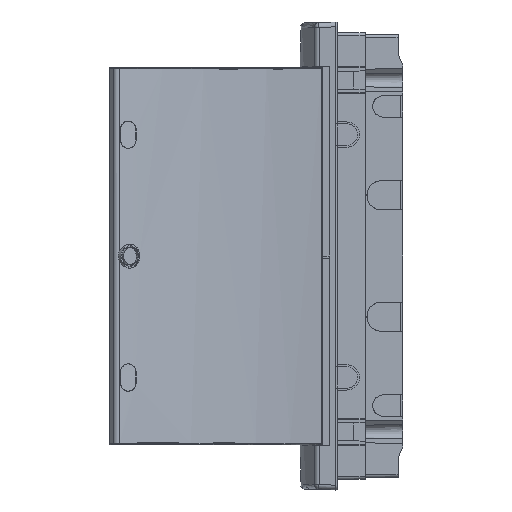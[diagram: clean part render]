
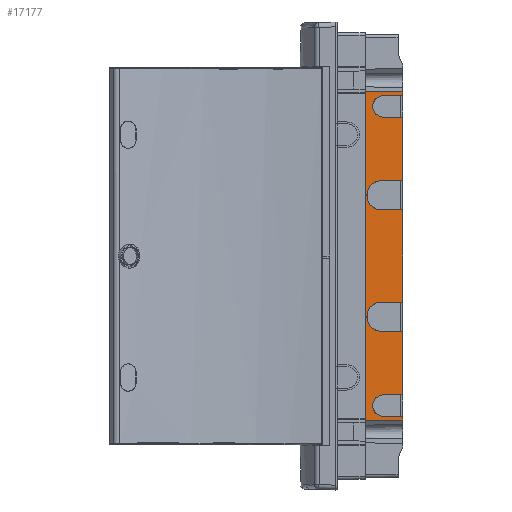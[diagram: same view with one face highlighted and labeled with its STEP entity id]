
A CAD part, left-side view. The second image highlights one B-rep face of the part: STEP entity #17177.
In plain terms, the highlighted planar face has unit normal (-1, -0.018, 0).
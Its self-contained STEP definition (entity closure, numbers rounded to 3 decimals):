
#509=(
BOUNDED_CURVE()
B_SPLINE_CURVE(3,(#24766,#24767,#24768,#24769),.UNSPECIFIED.,.F.,.F.)
B_SPLINE_CURVE_WITH_KNOTS((4,4),(4.712,7.854),
 .UNSPECIFIED.)
CURVE()
GEOMETRIC_REPRESENTATION_ITEM()
RATIONAL_B_SPLINE_CURVE((1.,0.333,0.333,1.))
REPRESENTATION_ITEM('')
);
#510=(
BOUNDED_CURVE()
B_SPLINE_CURVE(3,(#24774,#24775,#24776,#24777),.UNSPECIFIED.,.F.,.F.)
B_SPLINE_CURVE_WITH_KNOTS((4,4),(4.712,7.854),
 .UNSPECIFIED.)
CURVE()
GEOMETRIC_REPRESENTATION_ITEM()
RATIONAL_B_SPLINE_CURVE((1.,0.333,0.333,1.))
REPRESENTATION_ITEM('')
);
#511=(
BOUNDED_CURVE()
B_SPLINE_CURVE(3,(#24784,#24785,#24786,#24787),.UNSPECIFIED.,.F.,.F.)
B_SPLINE_CURVE_WITH_KNOTS((4,4),(4.712,7.854),
 .UNSPECIFIED.)
CURVE()
GEOMETRIC_REPRESENTATION_ITEM()
RATIONAL_B_SPLINE_CURVE((1.,0.333,0.333,1.))
REPRESENTATION_ITEM('')
);
#512=(
BOUNDED_CURVE()
B_SPLINE_CURVE(3,(#24792,#24793,#24794,#24795),.UNSPECIFIED.,.F.,.F.)
B_SPLINE_CURVE_WITH_KNOTS((4,4),(4.712,7.854),
 .UNSPECIFIED.)
CURVE()
GEOMETRIC_REPRESENTATION_ITEM()
RATIONAL_B_SPLINE_CURVE((1.,0.333,0.333,1.))
REPRESENTATION_ITEM('')
);
#2137=ORIENTED_EDGE('',*,*,#5455,.T.);
#2138=ORIENTED_EDGE('',*,*,#6018,.F.);
#2139=ORIENTED_EDGE('',*,*,#6019,.F.);
#2140=ORIENTED_EDGE('',*,*,#6020,.F.);
#2141=ORIENTED_EDGE('',*,*,#5451,.F.);
#2142=ORIENTED_EDGE('',*,*,#6021,.F.);
#2143=ORIENTED_EDGE('',*,*,#6022,.F.);
#2144=ORIENTED_EDGE('',*,*,#6023,.F.);
#2145=ORIENTED_EDGE('',*,*,#5499,.F.);
#2146=ORIENTED_EDGE('',*,*,#6024,.F.);
#2147=ORIENTED_EDGE('',*,*,#5629,.T.);
#2148=ORIENTED_EDGE('',*,*,#6025,.T.);
#2149=ORIENTED_EDGE('',*,*,#5463,.T.);
#2150=ORIENTED_EDGE('',*,*,#6026,.T.);
#2151=ORIENTED_EDGE('',*,*,#6027,.T.);
#2152=ORIENTED_EDGE('',*,*,#6028,.T.);
#2153=ORIENTED_EDGE('',*,*,#5459,.T.);
#2154=ORIENTED_EDGE('',*,*,#6029,.T.);
#2155=ORIENTED_EDGE('',*,*,#6030,.T.);
#2156=ORIENTED_EDGE('',*,*,#6031,.T.);
#5451=EDGE_CURVE('',#7634,#7635,#9062,.T.);
#5455=EDGE_CURVE('',#7639,#7638,#9066,.T.);
#5459=EDGE_CURVE('',#7643,#7642,#9070,.T.);
#5463=EDGE_CURVE('',#7647,#7646,#9074,.T.);
#5499=EDGE_CURVE('',#7682,#7683,#9106,.T.);
#5629=EDGE_CURVE('',#7797,#7796,#9214,.T.);
#6018=EDGE_CURVE('',#8014,#7638,#9532,.T.);
#6019=EDGE_CURVE('',#8015,#8014,#509,.T.);
#6020=EDGE_CURVE('',#7635,#8015,#9533,.T.);
#6021=EDGE_CURVE('',#8016,#7634,#9534,.T.);
#6022=EDGE_CURVE('',#8017,#8016,#510,.T.);
#6023=EDGE_CURVE('',#7683,#8017,#9535,.T.);
#6024=EDGE_CURVE('',#7797,#7682,#9536,.T.);
#6025=EDGE_CURVE('',#7796,#7647,#9537,.T.);
#6026=EDGE_CURVE('',#7646,#8018,#9538,.T.);
#6027=EDGE_CURVE('',#8018,#8019,#511,.T.);
#6028=EDGE_CURVE('',#8019,#7643,#9539,.T.);
#6029=EDGE_CURVE('',#7642,#8020,#9540,.T.);
#6030=EDGE_CURVE('',#8020,#8021,#512,.T.);
#6031=EDGE_CURVE('',#8021,#7639,#9541,.T.);
#7634=VERTEX_POINT('',#23470);
#7635=VERTEX_POINT('',#23472);
#7638=VERTEX_POINT('',#23478);
#7639=VERTEX_POINT('',#23480);
#7642=VERTEX_POINT('',#23486);
#7643=VERTEX_POINT('',#23488);
#7646=VERTEX_POINT('',#23494);
#7647=VERTEX_POINT('',#23496);
#7682=VERTEX_POINT('',#23566);
#7683=VERTEX_POINT('',#23568);
#7796=VERTEX_POINT('',#23860);
#7797=VERTEX_POINT('',#23862);
#8014=VERTEX_POINT('',#24765);
#8015=VERTEX_POINT('',#24770);
#8016=VERTEX_POINT('',#24773);
#8017=VERTEX_POINT('',#24778);
#8018=VERTEX_POINT('',#24783);
#8019=VERTEX_POINT('',#24788);
#8020=VERTEX_POINT('',#24791);
#8021=VERTEX_POINT('',#24796);
#9062=LINE('',#23471,#10680);
#9066=LINE('',#23479,#10684);
#9070=LINE('',#23487,#10688);
#9074=LINE('',#23495,#10692);
#9106=LINE('',#23567,#10724);
#9214=LINE('',#23861,#10832);
#9532=LINE('',#24764,#11150);
#9533=LINE('',#24771,#11151);
#9534=LINE('',#24772,#11152);
#9535=LINE('',#24779,#11153);
#9536=LINE('',#24780,#11154);
#9537=LINE('',#24781,#11155);
#9538=LINE('',#24782,#11156);
#9539=LINE('',#24789,#11157);
#9540=LINE('',#24790,#11158);
#9541=LINE('',#24797,#11159);
#10680=VECTOR('',#19272,1000.);
#10684=VECTOR('',#19276,1000.);
#10688=VECTOR('',#19280,1000.);
#10692=VECTOR('',#19284,1000.);
#10724=VECTOR('',#19324,1000.);
#10832=VECTOR('',#19464,1000.);
#11150=VECTOR('',#20166,1000.);
#11151=VECTOR('',#20167,1000.);
#11152=VECTOR('',#20168,1000.);
#11153=VECTOR('',#20169,1000.);
#11154=VECTOR('',#20170,1000.);
#11155=VECTOR('',#20171,1000.);
#11156=VECTOR('',#20172,1000.);
#11157=VECTOR('',#20173,1000.);
#11158=VECTOR('',#20174,1000.);
#11159=VECTOR('',#20175,1000.);
#12365=EDGE_LOOP('',(#2137,#2138,#2139,#2140,#2141,#2142,#2143,#2144,#2145,
#2146,#2147,#2148,#2149,#2150,#2151,#2152,#2153,#2154,#2155,#2156));
#13302=FACE_BOUND('',#12365,.T.);
#14179=PLANE('',#18089);
#17177=ADVANCED_FACE('',(#13302),#14179,.T.);
#18089=AXIS2_PLACEMENT_3D('',#24763,#20164,#20165);
#19272=DIRECTION('',(0.,0.,-1.));
#19276=DIRECTION('',(0.,0.,1.));
#19280=DIRECTION('',(0.,0.,1.));
#19284=DIRECTION('',(0.,0.,1.));
#19324=DIRECTION('',(0.,0.,-1.));
#19464=DIRECTION('',(0.,0.,-1.));
#20164=DIRECTION('',(-1.,-0.017,0.));
#20165=DIRECTION('',(-0.017,1.,0.));
#20166=DIRECTION('',(0.017,-1.,0.));
#20167=DIRECTION('',(-0.017,1.,0.));
#20168=DIRECTION('',(0.017,-1.,0.));
#20169=DIRECTION('',(-0.017,1.,0.));
#20170=DIRECTION('',(0.017,-1.,-0.012));
#20171=DIRECTION('',(0.017,-1.,0.012));
#20172=DIRECTION('',(-0.017,1.,0.));
#20173=DIRECTION('',(0.017,-1.,0.));
#20174=DIRECTION('',(-0.017,1.,0.));
#20175=DIRECTION('',(0.017,-1.,0.));
#23470=CARTESIAN_POINT('',(-129.273,0.,143.));
#23471=CARTESIAN_POINT('',(-129.273,0.,240.9));
#23472=CARTESIAN_POINT('',(-129.273,0.,77.5));
#23478=CARTESIAN_POINT('',(-129.273,0.,47.5));
#23479=CARTESIAN_POINT('',(-129.273,0.,-240.9));
#23480=CARTESIAN_POINT('',(-129.273,0.,-47.5));
#23486=CARTESIAN_POINT('',(-129.273,0.,-77.5));
#23487=CARTESIAN_POINT('',(-129.273,0.,-240.9));
#23488=CARTESIAN_POINT('',(-129.273,0.,-143.));
#23494=CARTESIAN_POINT('',(-129.273,0.,-165.));
#23495=CARTESIAN_POINT('',(-129.273,0.,-240.9));
#23496=CARTESIAN_POINT('',(-129.273,0.,-169.028));
#23566=CARTESIAN_POINT('',(-129.273,0.,169.028));
#23567=CARTESIAN_POINT('',(-129.273,0.,240.9));
#23568=CARTESIAN_POINT('',(-129.273,0.,165.));
#23860=CARTESIAN_POINT('',(-129.95,38.8,-169.51));
#23861=CARTESIAN_POINT('',(-129.95,38.8,240.9));
#23862=CARTESIAN_POINT('',(-129.95,38.8,169.51));
#24763=CARTESIAN_POINT('',(-129.95,38.8,240.9));
#24764=CARTESIAN_POINT('',(-129.95,38.8,47.5));
#24765=CARTESIAN_POINT('',(-129.657,22.,47.5));
#24766=CARTESIAN_POINT('',(-129.657,22.,77.5));
#24767=CARTESIAN_POINT('',(-130.18,52.,77.5));
#24768=CARTESIAN_POINT('',(-130.18,52.,47.5));
#24769=CARTESIAN_POINT('',(-129.657,22.,47.5));
#24770=CARTESIAN_POINT('',(-129.657,22.,77.5));
#24771=CARTESIAN_POINT('',(-129.95,38.8,77.5));
#24772=CARTESIAN_POINT('',(-129.95,38.8,143.));
#24773=CARTESIAN_POINT('',(-129.622,20.,143.));
#24774=CARTESIAN_POINT('',(-129.622,20.,165.));
#24775=CARTESIAN_POINT('',(-130.006,42.,165.));
#24776=CARTESIAN_POINT('',(-130.006,42.,143.));
#24777=CARTESIAN_POINT('',(-129.622,20.,143.));
#24778=CARTESIAN_POINT('',(-129.622,20.,165.));
#24779=CARTESIAN_POINT('',(-129.95,38.8,165.));
#24780=CARTESIAN_POINT('',(-129.965,39.686,169.521));
#24781=CARTESIAN_POINT('',(-129.965,39.686,-169.521));
#24782=CARTESIAN_POINT('',(-129.95,38.8,-165.));
#24783=CARTESIAN_POINT('',(-129.622,20.,-165.));
#24784=CARTESIAN_POINT('',(-129.622,20.,-165.));
#24785=CARTESIAN_POINT('',(-130.006,42.,-165.));
#24786=CARTESIAN_POINT('',(-130.006,42.,-143.));
#24787=CARTESIAN_POINT('',(-129.622,20.,-143.));
#24788=CARTESIAN_POINT('',(-129.622,20.,-143.));
#24789=CARTESIAN_POINT('',(-129.95,38.8,-143.));
#24790=CARTESIAN_POINT('',(-129.95,38.8,-77.5));
#24791=CARTESIAN_POINT('',(-129.657,22.,-77.5));
#24792=CARTESIAN_POINT('',(-129.657,22.,-77.5));
#24793=CARTESIAN_POINT('',(-130.18,52.,-77.5));
#24794=CARTESIAN_POINT('',(-130.18,52.,-47.5));
#24795=CARTESIAN_POINT('',(-129.657,22.,-47.5));
#24796=CARTESIAN_POINT('',(-129.657,22.,-47.5));
#24797=CARTESIAN_POINT('',(-129.95,38.8,-47.5));
